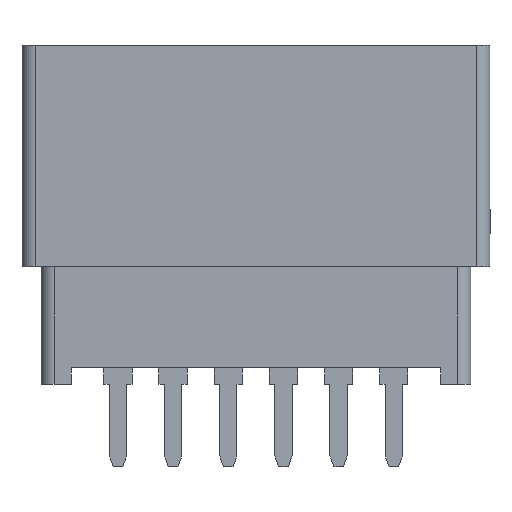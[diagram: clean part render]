
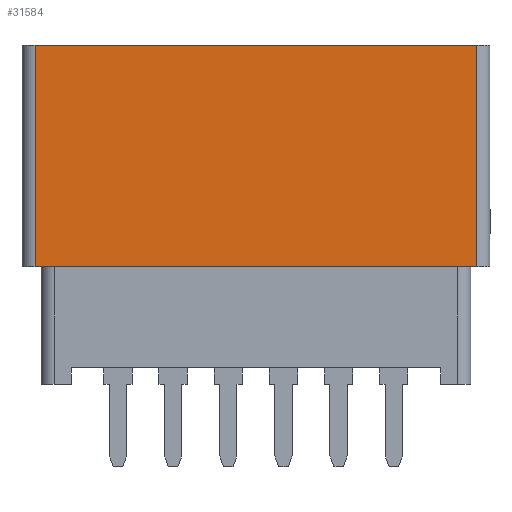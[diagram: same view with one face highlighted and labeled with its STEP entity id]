
A CAD part, front view. The second image highlights one B-rep face of the part: STEP entity #31584.
In plain terms, the highlighted planar face has unit normal (0, -1, 0).
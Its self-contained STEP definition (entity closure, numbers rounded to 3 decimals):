
#249 = CARTESIAN_POINT ( 'NONE',  ( -10.165, -4.625, 5.1 ) ) ;
#623 = CARTESIAN_POINT ( 'NONE',  ( -10.765, -4.625, -5.1 ) ) ;
#1419 = DIRECTION ( 'NONE',  ( 1., 0., 0. ) ) ;
#1886 = ORIENTED_EDGE ( 'NONE', *, *, #19171, .F. ) ;
#2938 = VECTOR ( 'NONE', #1419, 1000. ) ;
#4342 = VERTEX_POINT ( 'NONE', #13497 ) ;
#5466 = VECTOR ( 'NONE', #24687, 1000. ) ;
#5641 = CARTESIAN_POINT ( 'NONE',  ( -10.165, -4.625, 0. ) ) ;
#5775 = ORIENTED_EDGE ( 'NONE', *, *, #25765, .T. ) ;
#6388 = LINE ( 'NONE', #16834, #2938 ) ;
#6801 = ORIENTED_EDGE ( 'NONE', *, *, #28151, .F. ) ;
#7239 = EDGE_CURVE ( 'NONE', #10368, #10759, #25013, .T. ) ;
#8114 = FACE_OUTER_BOUND ( 'NONE', #26633, .T. ) ;
#10368 = VERTEX_POINT ( 'NONE', #18279 ) ;
#10759 = VERTEX_POINT ( 'NONE', #15672 ) ;
#13259 = CARTESIAN_POINT ( 'NONE',  ( 0., -4.625, 0. ) ) ;
#13497 = CARTESIAN_POINT ( 'NONE',  ( -10.165, -4.625, -5.1 ) ) ;
#13516 = DIRECTION ( 'NONE',  ( -1., 0., 0. ) ) ;
#13571 = DIRECTION ( 'NONE',  ( 0., 1., 0. ) ) ;
#15588 = DIRECTION ( 'NONE',  ( 0., 0., -1. ) ) ;
#15672 = CARTESIAN_POINT ( 'NONE',  ( 10.165, -4.625, 5.1 ) ) ;
#16834 = CARTESIAN_POINT ( 'NONE',  ( -10.765, -4.625, 5.1 ) ) ;
#17813 = AXIS2_PLACEMENT_3D ( 'NONE', #13259, #13571, #23212 ) ;
#18279 = CARTESIAN_POINT ( 'NONE',  ( 10.165, -4.625, -5.1 ) ) ;
#19171 = EDGE_CURVE ( 'NONE', #19769, #10759, #6388, .T. ) ;
#19769 = VERTEX_POINT ( 'NONE', #249 ) ;
#20231 = CARTESIAN_POINT ( 'NONE',  ( 10.165, -4.625, 0. ) ) ;
#20551 = LINE ( 'NONE', #5641, #21160 ) ;
#21160 = VECTOR ( 'NONE', #15588, 1000. ) ;
#21332 = VECTOR ( 'NONE', #13516, 1000. ) ;
#23212 = DIRECTION ( 'NONE',  ( 1., 0., 0. ) ) ;
#24687 = DIRECTION ( 'NONE',  ( 0., 0., 1. ) ) ;
#25013 = LINE ( 'NONE', #20231, #5466 ) ;
#25765 = EDGE_CURVE ( 'NONE', #19769, #4342, #20551, .T. ) ;
#26512 = ORIENTED_EDGE ( 'NONE', *, *, #7239, .T. ) ;
#26633 = EDGE_LOOP ( 'NONE', ( #6801, #26512, #1886, #5775 ) ) ;
#28151 = EDGE_CURVE ( 'NONE', #10368, #4342, #28749, .T. ) ;
#28333 = PLANE ( 'NONE',  #17813 ) ;
#28749 = LINE ( 'NONE', #623, #21332 ) ;
#31584 = ADVANCED_FACE ( 'NONE', ( #8114 ), #28333, .F. ) ;
